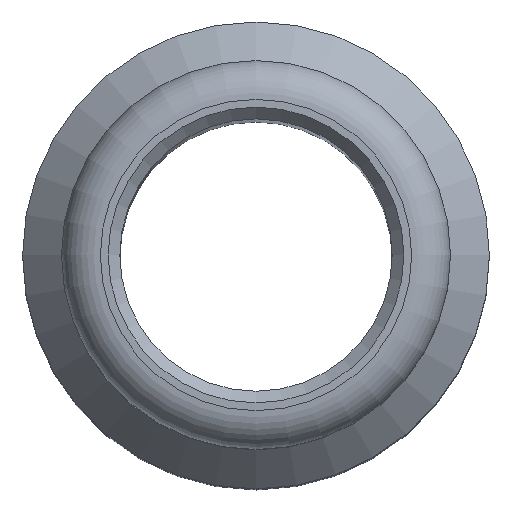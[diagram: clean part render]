
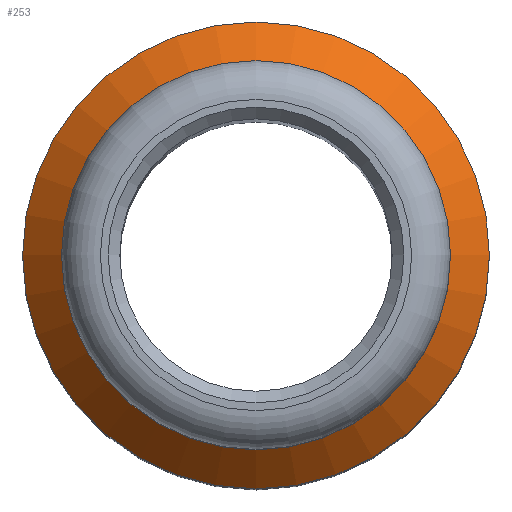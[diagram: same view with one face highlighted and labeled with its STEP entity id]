
A CAD part, top view. The second image highlights one B-rep face of the part: STEP entity #253.
In plain terms, the highlighted conical face has half-angle 45 degrees and reference radius 5 mm.
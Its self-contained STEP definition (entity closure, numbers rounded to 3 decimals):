
#20=CONICAL_SURFACE('',#293,5.,0.785);
#44=ORIENTED_EDGE('',*,*,#88,.F.);
#45=ORIENTED_EDGE('',*,*,#87,.T.);
#87=EDGE_CURVE('',#110,#110,#133,.T.);
#88=EDGE_CURVE('',#111,#111,#134,.T.);
#110=VERTEX_POINT('',#437);
#111=VERTEX_POINT('',#440);
#133=CIRCLE('',#292,5.);
#134=CIRCLE('',#294,6.);
#159=EDGE_LOOP('',(#44));
#160=EDGE_LOOP('',(#45));
#205=FACE_BOUND('',#159,.T.);
#206=FACE_BOUND('',#160,.T.);
#253=ADVANCED_FACE('',(#205,#206),#20,.T.);
#292=AXIS2_PLACEMENT_3D('',#436,#346,#347);
#293=AXIS2_PLACEMENT_3D('',#438,#348,#349);
#294=AXIS2_PLACEMENT_3D('',#439,#350,#351);
#346=DIRECTION('',(0.,0.,-1.));
#347=DIRECTION('',(-1.,0.,0.));
#348=DIRECTION('',(0.,0.,-1.));
#349=DIRECTION('',(-1.,0.,0.));
#350=DIRECTION('',(0.,0.,-1.));
#351=DIRECTION('',(-1.,0.,0.));
#436=CARTESIAN_POINT('',(0.,0.,41.95));
#437=CARTESIAN_POINT('',(-5.,0.,41.95));
#438=CARTESIAN_POINT('',(0.,0.,41.95));
#439=CARTESIAN_POINT('',(0.,0.,40.95));
#440=CARTESIAN_POINT('',(-6.,0.,40.95));
